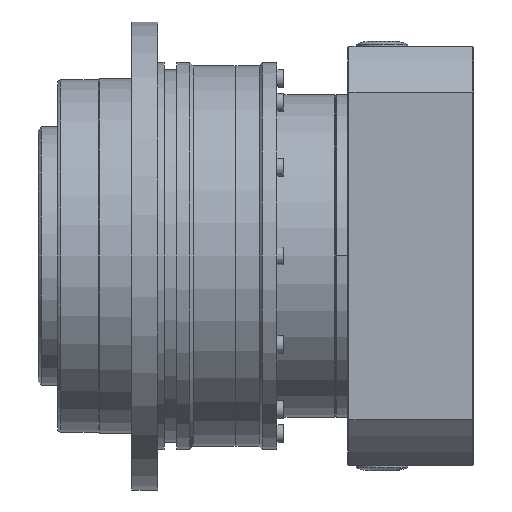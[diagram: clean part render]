
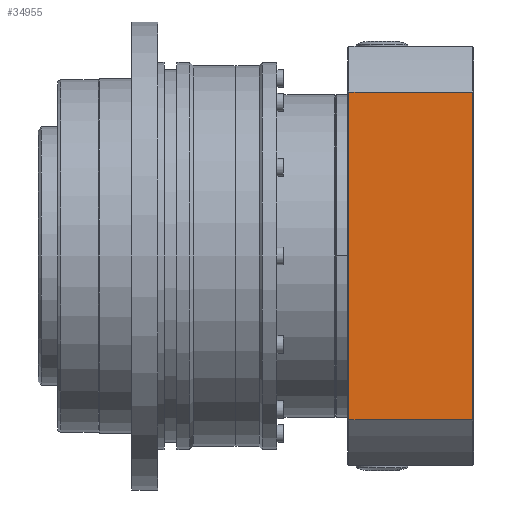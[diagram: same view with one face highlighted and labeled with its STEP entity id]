
A CAD part, front view. The second image highlights one B-rep face of the part: STEP entity #34955.
In plain terms, the highlighted planar face has unit normal (0, -1, 0).
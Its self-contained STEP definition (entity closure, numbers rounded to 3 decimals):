
#3932 = EDGE_CURVE ( 'NONE', #4054, #4060, #15190, .T. ) ;
#3943 = EDGE_CURVE ( 'NONE', #4066, #4073, #15200, .T. ) ;
#4054 = VERTEX_POINT ( 'NONE', #17951 ) ;
#4060 = VERTEX_POINT ( 'NONE', #17957 ) ;
#4066 = VERTEX_POINT ( 'NONE', #17963 ) ;
#4073 = VERTEX_POINT ( 'NONE', #17970 ) ;
#5519 = ORIENTED_EDGE ( 'NONE', *, *, #3932, .T. ) ;
#5520 = ORIENTED_EDGE ( 'NONE', *, *, #5767, .T. ) ;
#5521 = ORIENTED_EDGE ( 'NONE', *, *, #3943, .T. ) ;
#5522 = ORIENTED_EDGE ( 'NONE', *, *, #5768, .T. ) ;
#5726 = EDGE_LOOP ( 'NONE', ( #5519, #5520, #5521, #5522 ) ) ;
#5767 = EDGE_CURVE ( 'NONE', #4060, #4066, #15276, .T. ) ;
#5768 = EDGE_CURVE ( 'NONE', #4073, #4054, #15278, .T. ) ;
#15190 = LINE ( 'NONE', #17640, #15192 ) ;
#15192 = VECTOR ( 'NONE', #17641, 1000. ) ;
#15197 = VECTOR ( 'NONE', #17683, 1000. ) ;
#15200 = LINE ( 'NONE', #17682, #15197 ) ;
#15276 = LINE ( 'NONE', #18727, #15279 ) ;
#15278 = LINE ( 'NONE', #18729, #15281 ) ;
#15279 = VECTOR ( 'NONE', #18728, 1000. ) ;
#15281 = VECTOR ( 'NONE', #18730, 1000. ) ;
#17640 = CARTESIAN_POINT ( 'NONE',  ( 80.294, -65., 50.806 ) ) ;
#17641 = DIRECTION ( 'NONE',  ( -1., 0., 0. ) ) ;
#17682 = CARTESIAN_POINT ( 'NONE',  ( 80.294, -65., -50.806 ) ) ;
#17683 = DIRECTION ( 'NONE',  ( 1., 0., 0. ) ) ;
#17951 = CARTESIAN_POINT ( 'NONE',  ( 73.7, -65., 50.806 ) ) ;
#17957 = CARTESIAN_POINT ( 'NONE',  ( 35.3, -65., 50.806 ) ) ;
#17963 = CARTESIAN_POINT ( 'NONE',  ( 35.3, -65., -50.806 ) ) ;
#17970 = CARTESIAN_POINT ( 'NONE',  ( 73.7, -65., -50.806 ) ) ;
#18727 = CARTESIAN_POINT ( 'NONE',  ( 35.3, -65., -50.317 ) ) ;
#18728 = DIRECTION ( 'NONE',  ( 0., 0., -1. ) ) ;
#18729 = CARTESIAN_POINT ( 'NONE',  ( 73.7, -65., 50.317 ) ) ;
#18730 = DIRECTION ( 'NONE',  ( 0., 0., 1. ) ) ;
#24630 = AXIS2_PLACEMENT_3D ( 'NONE', #32252, #32257, #32258 ) ;
#28482 = FACE_OUTER_BOUND ( 'NONE', #5726, .T. ) ;
#32252 = CARTESIAN_POINT ( 'NONE',  ( 31., -65., -59.727 ) ) ;
#32255 = PLANE ( 'NONE',  #24630 ) ;
#32257 = DIRECTION ( 'NONE',  ( 0., 1., 0. ) ) ;
#32258 = DIRECTION ( 'NONE',  ( 0., 0., 1. ) ) ;
#34955 = ADVANCED_FACE ( 'NONE', ( #28482 ), #32255, .F. ) ;
